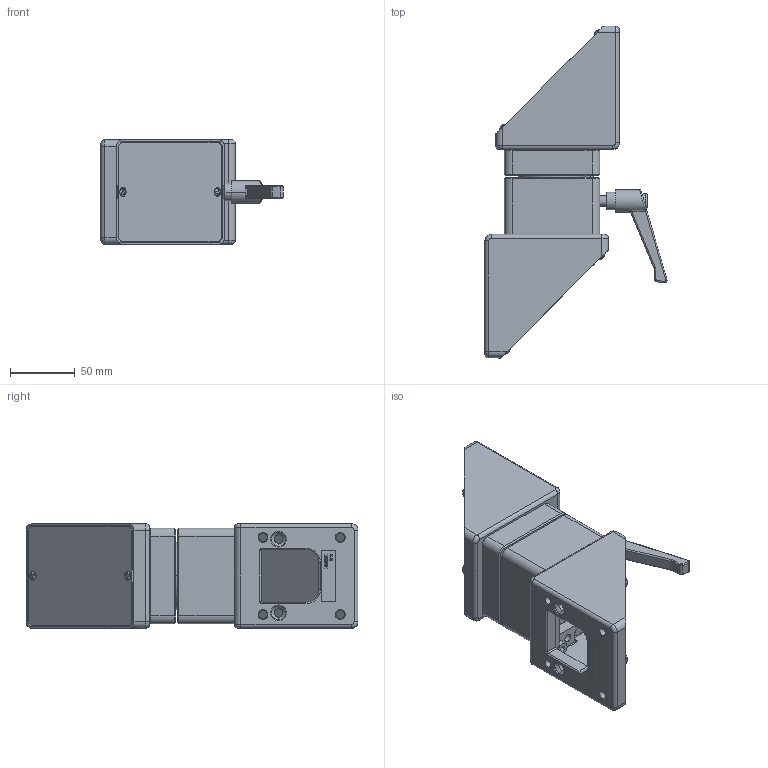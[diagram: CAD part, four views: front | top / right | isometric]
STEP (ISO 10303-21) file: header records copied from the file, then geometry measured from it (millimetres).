
FILE_DESCRIPTION (( 'STEP AP203' ), '1' );
FILE_NAME ('C1A-FJ4-STP.STEP', '2025-02-26T06:45:02', ( '' ), ( '' ), 'SwSTEP 2.0', 'SolidWorks 2011', '' );
FILE_SCHEMA (( 'CONFIG_CONTROL_DESIGN' ));
Length unit declared in the file: millimetre
Products named in the file (5): 六角穴付ボルトM6; C1A-FJ4-STP; Elbow ML type Body; LEM-8-12-BK(12); FJ ML type Housing
Assembly tree (12 placements, depth 2):
  C1A-FJ4-STP
    Elbow ML type Body  x2
    六角穴付ボルトM6  x8
    LEM-8-12-BK(12)
    FJ ML type Housing
Bounding box: 140.07 x 255.3 x 80.4 mm (x, y, z)
Volume: 530519.3 mm3; surface area: 197416.1 mm2
Topology: 12 solids, 32 shells, 1762 faces, 4358 edges, 2665 vertices
Faces by surface type: plane 589, cylinder 573, bspline 368, torus 129, cone 83, sphere 20
Entity records: 37147 total; most frequent: CARTESIAN_POINT 13466, ORIENTED_EDGE 4928, DIRECTION 4569, EDGE_CURVE 2464, AXIS2_PLACEMENT_3D 1662, VERTEX_POINT 1533, LINE 1245, VECTOR 1245
